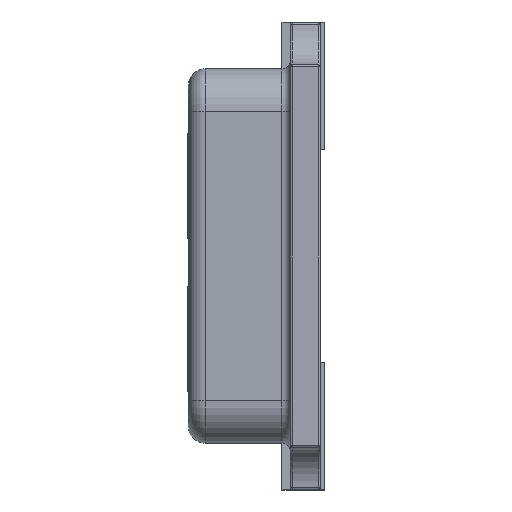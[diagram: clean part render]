
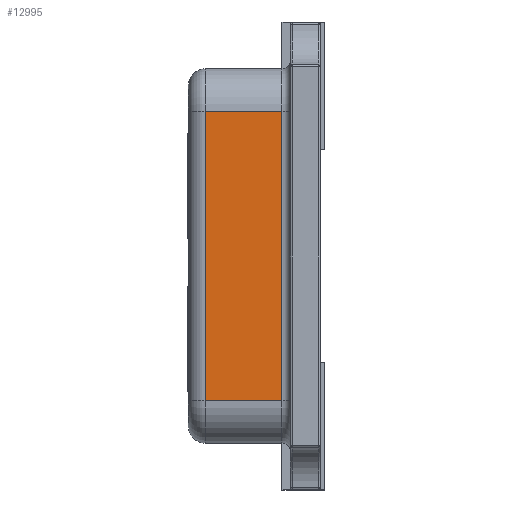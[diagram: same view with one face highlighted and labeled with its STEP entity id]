
A CAD part, left-side view. The second image highlights one B-rep face of the part: STEP entity #12995.
In plain terms, the highlighted planar face has unit normal (-1, 0, 0).
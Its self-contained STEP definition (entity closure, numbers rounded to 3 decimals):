
#1360 = VECTOR ( 'NONE', #8571, 1000. ) ;
#1393 = VERTEX_POINT ( 'NONE', #13823 ) ;
#1617 = EDGE_CURVE ( 'NONE', #11318, #7341, #5117, .T. ) ;
#1771 = CARTESIAN_POINT ( 'NONE',  ( -5.25, 0.5, -1.7 ) ) ;
#2532 = EDGE_LOOP ( 'NONE', ( #5174, #13280, #7943, #9284 ) ) ;
#3312 = CARTESIAN_POINT ( 'NONE',  ( -5.25, 0.5, 2.2 ) ) ;
#3418 = EDGE_CURVE ( 'NONE', #1393, #11318, #4430, .T. ) ;
#3872 = FACE_OUTER_BOUND ( 'NONE', #2532, .T. ) ;
#4430 = LINE ( 'NONE', #13061, #1360 ) ;
#4478 = DIRECTION ( 'NONE',  ( 0., 0., 1. ) ) ;
#5117 = LINE ( 'NONE', #14525, #8190 ) ;
#5174 = ORIENTED_EDGE ( 'NONE', *, *, #1617, .T. ) ;
#5761 = CARTESIAN_POINT ( 'NONE',  ( -5.25, 1.6, 2.2 ) ) ;
#6766 = VECTOR ( 'NONE', #12131, 1000. ) ;
#6921 = DIRECTION ( 'NONE',  ( 0., 0., -1. ) ) ;
#7341 = VERTEX_POINT ( 'NONE', #1771 ) ;
#7449 = VECTOR ( 'NONE', #4478, 1000. ) ;
#7539 = CARTESIAN_POINT ( 'NONE',  ( -5.25, 1.6, 1.7 ) ) ;
#7943 = ORIENTED_EDGE ( 'NONE', *, *, #12772, .T. ) ;
#8190 = VECTOR ( 'NONE', #8807, 1000. ) ;
#8571 = DIRECTION ( 'NONE',  ( 0., 0., -1. ) ) ;
#8628 = CARTESIAN_POINT ( 'NONE',  ( -5.25, 0.5, 1.7 ) ) ;
#8807 = DIRECTION ( 'NONE',  ( 0., -1., 0. ) ) ;
#9284 = ORIENTED_EDGE ( 'NONE', *, *, #3418, .T. ) ;
#9690 = VERTEX_POINT ( 'NONE', #8628 ) ;
#9824 = LINE ( 'NONE', #7539, #6766 ) ;
#11318 = VERTEX_POINT ( 'NONE', #12904 ) ;
#11386 = AXIS2_PLACEMENT_3D ( 'NONE', #5761, #13784, #6921 ) ;
#11396 = PLANE ( 'NONE',  #11386 ) ;
#12131 = DIRECTION ( 'NONE',  ( 0., 1., 0. ) ) ;
#12772 = EDGE_CURVE ( 'NONE', #9690, #1393, #9824, .T. ) ;
#12904 = CARTESIAN_POINT ( 'NONE',  ( -5.25, 1.4, -1.7 ) ) ;
#12995 = ADVANCED_FACE ( 'NONE', ( #3872 ), #11396, .F. ) ;
#13061 = CARTESIAN_POINT ( 'NONE',  ( -5.25, 1.4, -2.2 ) ) ;
#13280 = ORIENTED_EDGE ( 'NONE', *, *, #13440, .T. ) ;
#13440 = EDGE_CURVE ( 'NONE', #7341, #9690, #13908, .T. ) ;
#13784 = DIRECTION ( 'NONE',  ( 1., 0., 0. ) ) ;
#13823 = CARTESIAN_POINT ( 'NONE',  ( -5.25, 1.4, 1.7 ) ) ;
#13908 = LINE ( 'NONE', #3312, #7449 ) ;
#14525 = CARTESIAN_POINT ( 'NONE',  ( -5.25, 1.6, -1.7 ) ) ;
